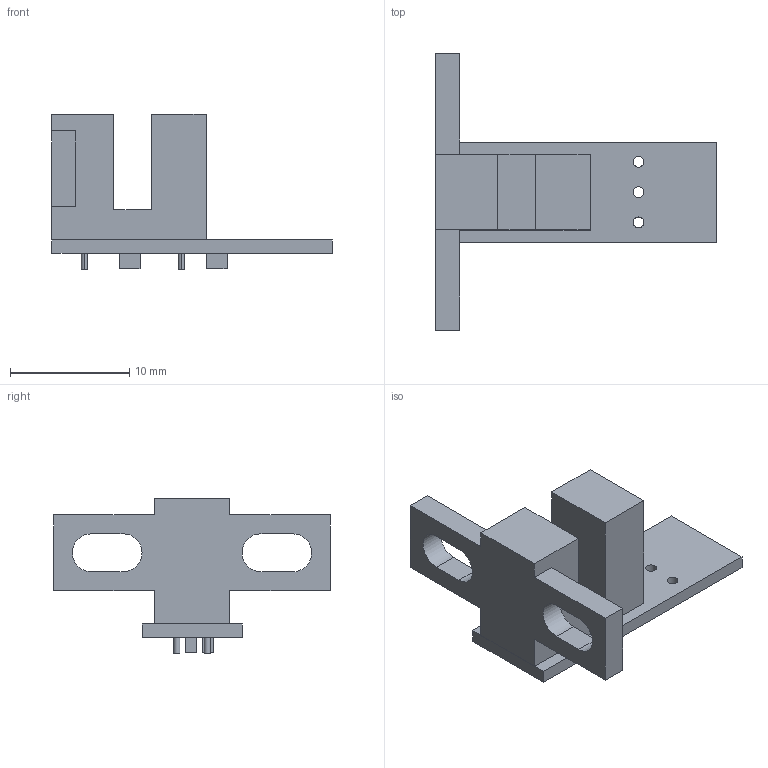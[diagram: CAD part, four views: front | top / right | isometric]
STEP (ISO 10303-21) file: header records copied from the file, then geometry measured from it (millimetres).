
FILE_DESCRIPTION(('Open CASCADE Model'),'2;1');
FILE_NAME('Open CASCADE Shape Model','2017-07-20T21:01:17',('Author'),( 'Open CASCADE'),'Open CASCADE STEP processor 6.8','Open CASCADE 6.8' ,'Unknown');
FILE_SCHEMA(('AUTOMOTIVE_DESIGN { 1 0 10303 214 1 1 1 1 }'));
Length unit declared in the file: millimetre
Products named in the file (1): PCB
Bounding box: 23.54 x 23.15 x 13.04 mm (x, y, z)
Volume: 221.5 mm3; surface area: 1415.9 mm2
Topology: 3 solids, 43 shells, 65 faces, 261 edges, 242 vertices
Faces by surface type: plane 44, cylinder 21
Full cylindrical faces by diameter (mm): 0.7 x4, 0.9 x3
Entity records: 3149 total; most frequent: CARTESIAN_POINT 569, DIRECTION 463, ORIENTED_EDGE 318, EDGE_CURVE 261, VERTEX_POINT 242, LINE 191, VECTOR 191, AXIS2_PLACEMENT_3D 136
